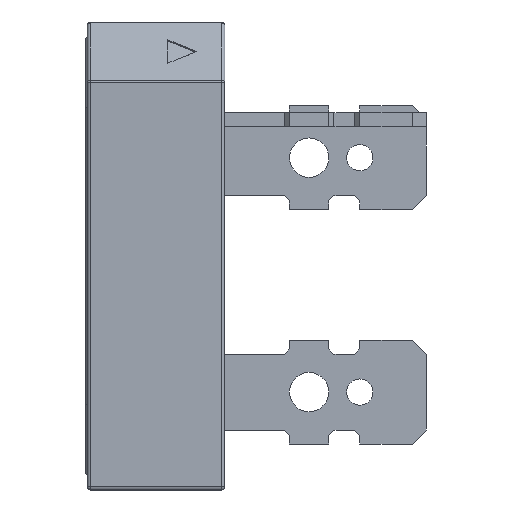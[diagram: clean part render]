
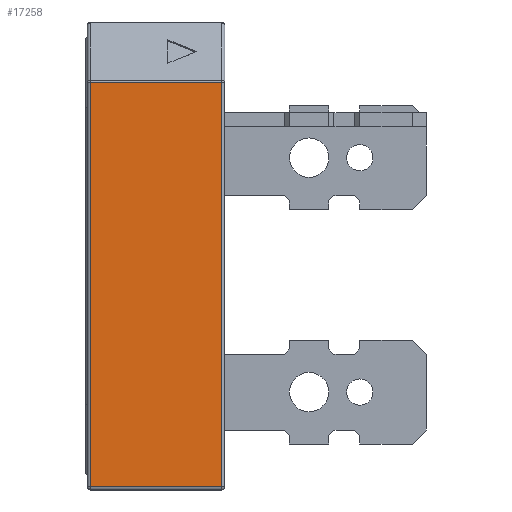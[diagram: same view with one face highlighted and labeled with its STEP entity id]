
A CAD part, left-side view. The second image highlights one B-rep face of the part: STEP entity #17258.
In plain terms, the highlighted planar face has unit normal (-1, 0, 0).
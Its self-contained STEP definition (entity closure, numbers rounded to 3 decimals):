
#1530 = EDGE_LOOP ( 'NONE', ( #5720, #9666, #23419, #5154 ) ) ;
#2709 = CARTESIAN_POINT ( 'NONE',  ( -5.975, 8.3, 2.292 ) ) ;
#2726 = CARTESIAN_POINT ( 'NONE',  ( -5.975, 0.3, -22.375 ) ) ;
#5154 = ORIENTED_EDGE ( 'NONE', *, *, #23086, .T. ) ;
#5720 = ORIENTED_EDGE ( 'NONE', *, *, #28496, .T. ) ;
#7167 = CARTESIAN_POINT ( 'NONE',  ( -5.975, 0.3, 2.292 ) ) ;
#7184 = EDGE_CURVE ( 'NONE', #9325, #10464, #34404, .T. ) ;
#8524 = VERTEX_POINT ( 'NONE', #2726 ) ;
#9325 = VERTEX_POINT ( 'NONE', #7167 ) ;
#9666 = ORIENTED_EDGE ( 'NONE', *, *, #17689, .T. ) ;
#10464 = VERTEX_POINT ( 'NONE', #2709 ) ;
#10986 = LINE ( 'NONE', #32627, #23704 ) ;
#11488 = DIRECTION ( 'NONE',  ( 0., 0., -1. ) ) ;
#13959 = DIRECTION ( 'NONE',  ( 0., 0., 1. ) ) ;
#14599 = DIRECTION ( 'NONE',  ( 1., 0., 0. ) ) ;
#14665 = VECTOR ( 'NONE', #11488, 1000. ) ;
#15473 = CARTESIAN_POINT ( 'NONE',  ( -5.975, 8.5, -22.375 ) ) ;
#17079 = PLANE ( 'NONE',  #27083 ) ;
#17258 = ADVANCED_FACE ( 'NONE', ( #22357 ), #17079, .F. ) ;
#17689 = EDGE_CURVE ( 'NONE', #8524, #9325, #10986, .T. ) ;
#18126 = VERTEX_POINT ( 'NONE', #34477 ) ;
#18264 = CARTESIAN_POINT ( 'NONE',  ( -5.975, 8.5, 2.292 ) ) ;
#20414 = LINE ( 'NONE', #15473, #33662 ) ;
#22357 = FACE_OUTER_BOUND ( 'NONE', #1530, .T. ) ;
#23086 = EDGE_CURVE ( 'NONE', #10464, #18126, #33468, .T. ) ;
#23419 = ORIENTED_EDGE ( 'NONE', *, *, #7184, .T. ) ;
#23704 = VECTOR ( 'NONE', #13959, 1000. ) ;
#23722 = DIRECTION ( 'NONE',  ( 0., 1., 0. ) ) ;
#24908 = CARTESIAN_POINT ( 'NONE',  ( -5.975, 8.3, -22.575 ) ) ;
#25023 = CARTESIAN_POINT ( 'NONE',  ( -5.975, 8.5, -22.575 ) ) ;
#25201 = DIRECTION ( 'NONE',  ( 0., 0., -1. ) ) ;
#26251 = DIRECTION ( 'NONE',  ( 0., -1., 0. ) ) ;
#27083 = AXIS2_PLACEMENT_3D ( 'NONE', #25023, #14599, #25201 ) ;
#28496 = EDGE_CURVE ( 'NONE', #18126, #8524, #20414, .T. ) ;
#32627 = CARTESIAN_POINT ( 'NONE',  ( -5.975, 0.3, -22.575 ) ) ;
#32673 = VECTOR ( 'NONE', #23722, 1000. ) ;
#33468 = LINE ( 'NONE', #24908, #14665 ) ;
#33662 = VECTOR ( 'NONE', #26251, 1000. ) ;
#34404 = LINE ( 'NONE', #18264, #32673 ) ;
#34477 = CARTESIAN_POINT ( 'NONE',  ( -5.975, 8.3, -22.375 ) ) ;
